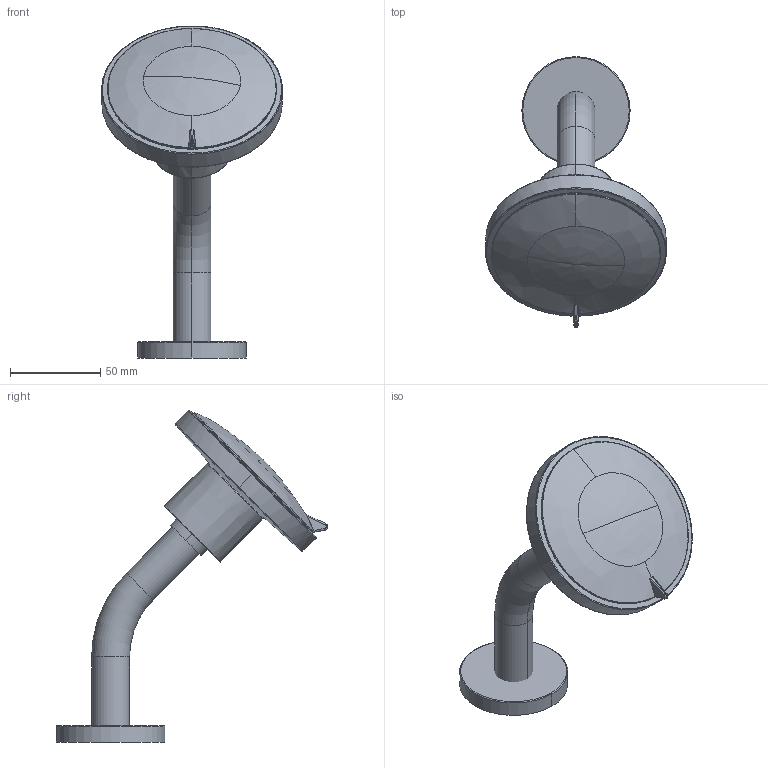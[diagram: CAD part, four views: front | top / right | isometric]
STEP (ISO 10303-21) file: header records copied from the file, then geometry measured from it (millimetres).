
FILE_DESCRIPTION (( 'STEP AP203' ), '1' );
FILE_NAME ('28505979-00.STEP', '2018-07-03T14:48:55', ( '' ), ( '' ), 'SwSTEP 2.0', 'SolidWorks 2017', '' );
FILE_SCHEMA (( 'CONFIG_CONTROL_DESIGN' ));
Length unit declared in the file: millimetre
Products named in the file (7): Planungsmodell_Rosette-+-09.27.22.044.90-01_092722044-00; Planungsmodell_Abdeckung-+-09.11.01.191-01; Planungsmodell_Anschluss-+-09.11.03.011.90-01_-_K1; Planungsmodell_Kugel-+-09.21.40.059-01; Planungsmodell_Gehaeuse-+-09.12.05.055-01_091205055-00; Planungsmodell_Verstelleinheit-+-04.12.11.146.00.90-01_K1; 28505979-00
Assembly tree (6 placements, depth 2):
  28505979-00
    Planungsmodell_Rosette-+-09.27.22.044.90-01_092722044-00
    Planungsmodell_Abdeckung-+-09.11.01.191-01
    Planungsmodell_Anschluss-+-09.11.03.011.90-01_-_K1
    Planungsmodell_Gehaeuse-+-09.12.05.055-01_091205055-00
    Planungsmodell_Kugel-+-09.21.40.059-01
    Planungsmodell_Verstelleinheit-+-04.12.11.146.00.90-01_K1
Bounding box: 99.98 x 149.77 x 183.45 mm (x, y, z)
Volume: 285882.3 mm3; surface area: 61246.8 mm2
Topology: 6 solids, 6 shells, 93 faces, 231 edges, 142 vertices
Faces by surface type: bspline 54, plane 17, cylinder 12, cone 6, torus 4
Entity records: 5757 total; most frequent: CARTESIAN_POINT 3186, ORIENTED_EDGE 440, DIRECTION 341, EDGE_CURVE 220, AXIS2_PLACEMENT_3D 158, VERTEX_POINT 142, CIRCLE 110, EDGE_LOOP 96
